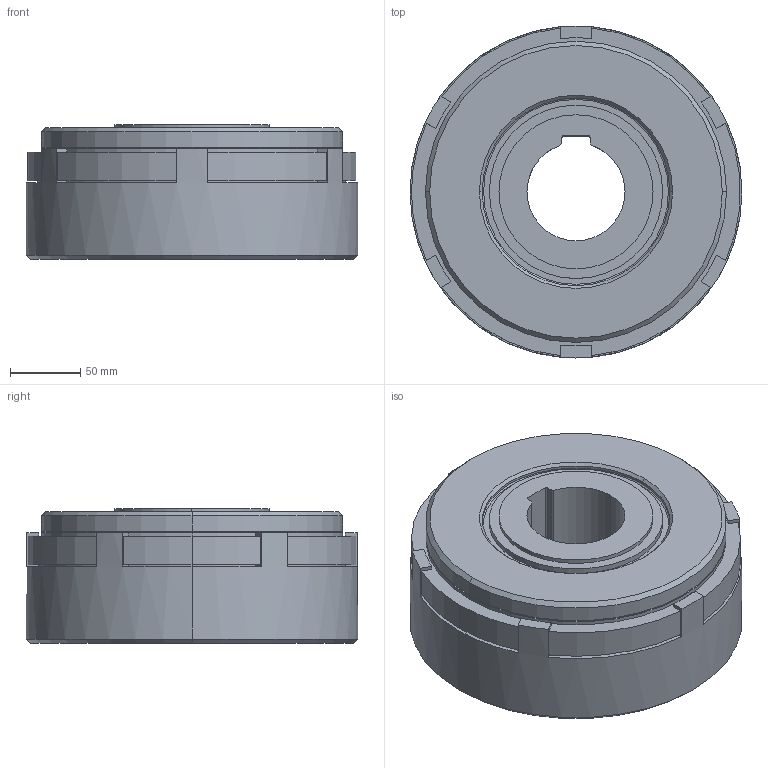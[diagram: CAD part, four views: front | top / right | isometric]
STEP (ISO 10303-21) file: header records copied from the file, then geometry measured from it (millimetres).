
FILE_DESCRIPTION (( 'STEP AP203' ), '1' );
FILE_NAME ('MDB 80N_236671(‚P‘Ì).STEP', '2016-03-04T02:29:18', ( ' ' ), ( '' ), 'SwSTEP 2.0', 'SolidWorks 2009', '' );
FILE_SCHEMA (( 'CONFIG_CONTROL_DESIGN' ));
Length unit declared in the file: millimetre
Products named in the file (1): MDB 80N_236671(１体)
Bounding box: 237 x 237 x 96 mm (x, y, z)
Volume: 3425415.2 mm3; surface area: 209064.9 mm2
Topology: 1 solids, 1 shells, 130 faces, 318 edges, 208 vertices
Faces by surface type: cylinder 63, plane 55, cone 10, torus 2
Entity records: 3959 total; most frequent: DIRECTION 732, CARTESIAN_POINT 657, ORIENTED_EDGE 636, EDGE_CURVE 318, AXIS2_PLACEMENT_3D 283, VERTEX_POINT 208, VECTOR 166, LINE 166
